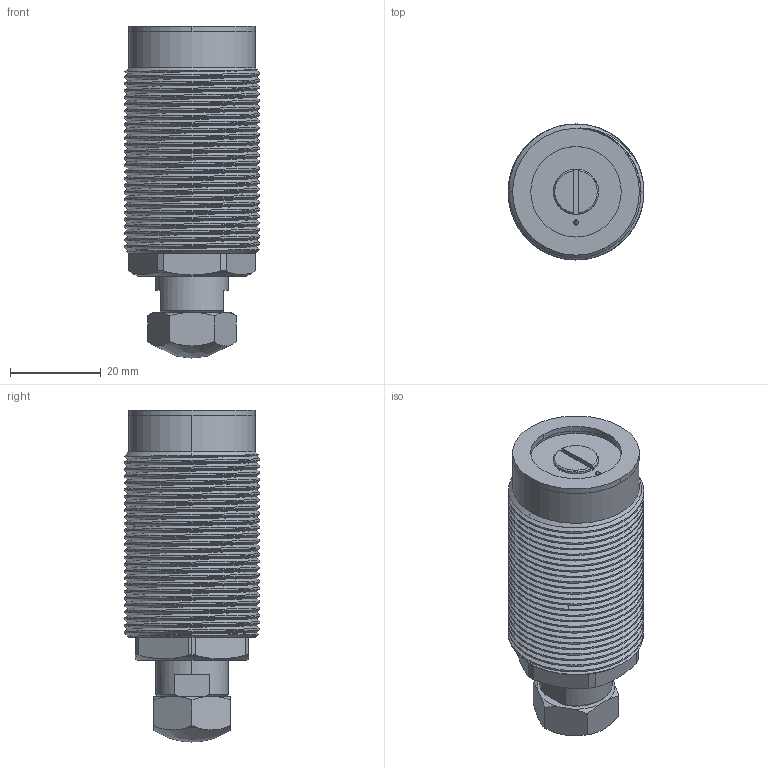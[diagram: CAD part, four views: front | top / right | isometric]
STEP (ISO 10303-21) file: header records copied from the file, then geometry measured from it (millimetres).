
FILE_DESCRIPTION (( 'STEP AP214' ), '1' );
FILE_NAME ('csp-16b_asm.STEP', '2019-04-13T03:57:45', ( '' ), ( '' ), 'SwSTEP 2.0', 'SolidWorks 2016', '' );
FILE_SCHEMA (( 'AUTOMOTIVE_DESIGN' ));
Length unit declared in the file: millimetre
Products named in the file (8): CP-16DP_1; CSP-16LS_1; CSP-16BT_1; CSP-16HSG_1; M4X10_1; CSP-16DG; CSP-16HG; csp-16b_asm
Assembly tree (7 placements, depth 2):
  csp-16b_asm
    CSP-16HG
    CSP-16DG
    M4X10_1
    CSP-16HSG_1
    CSP-16BT_1
    CSP-16LS_1
    CP-16DP_1
Bounding box: 30 x 30 x 73.35 mm (x, y, z)
Volume: 25980.7 mm3; surface area: 24258 mm2
Topology: 7 solids, 7 shells, 360 faces, 1136 edges, 809 vertices
Faces by surface type: cylinder 202, plane 65, bspline 48, cone 45
Entity records: 30822 total; most frequent: CARTESIAN_POINT 21606, ORIENTED_EDGE 2264, DIRECTION 1281, EDGE_CURVE 1132, VERTEX_POINT 809, B_SPLINE_CURVE_WITH_KNOTS 657, AXIS2_PLACEMENT_3D 494, EDGE_LOOP 393
